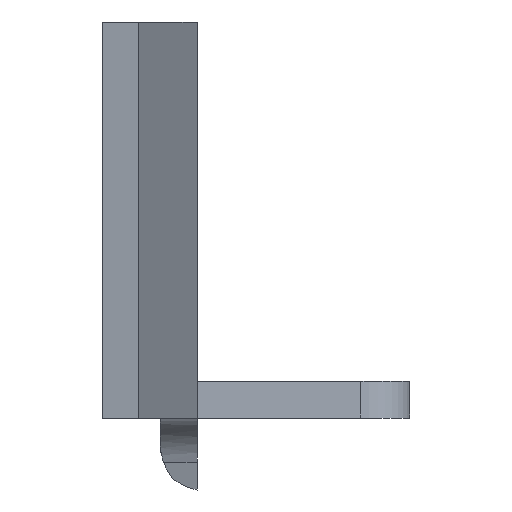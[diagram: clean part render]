
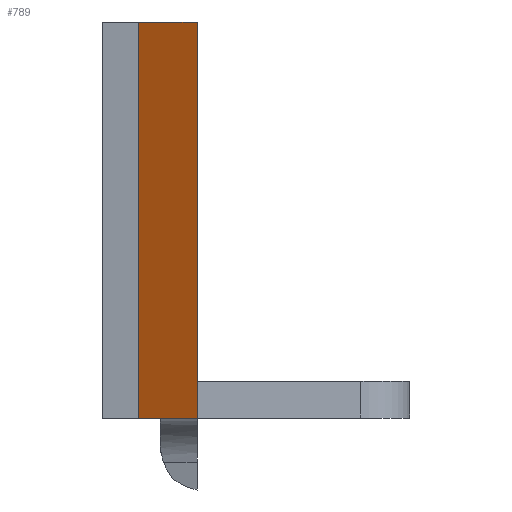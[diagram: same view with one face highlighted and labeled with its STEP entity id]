
A CAD part, left-side view. The second image highlights one B-rep face of the part: STEP entity #789.
In plain terms, the highlighted planar face has unit normal (-0.174, -0.985, 0).
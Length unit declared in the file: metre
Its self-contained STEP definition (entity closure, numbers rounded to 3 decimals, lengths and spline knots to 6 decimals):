
#52=LINE('',#1173,#140);
#85=LINE('',#1255,#173);
#87=LINE('',#1259,#175);
#88=LINE('',#1260,#176);
#140=VECTOR('',#935,1.);
#173=VECTOR('',#1008,1.);
#175=VECTOR('',#1012,1.);
#176=VECTOR('',#1013,1.);
#294=ORIENTED_EDGE('',*,*,#509,.T.);
#295=ORIENTED_EDGE('',*,*,#466,.F.);
#296=ORIENTED_EDGE('',*,*,#510,.F.);
#297=ORIENTED_EDGE('',*,*,#507,.T.);
#466=EDGE_CURVE('',#581,#578,#52,.T.);
#507=EDGE_CURVE('',#611,#610,#85,.T.);
#509=EDGE_CURVE('',#610,#578,#87,.T.);
#510=EDGE_CURVE('',#611,#581,#88,.T.);
#578=VERTEX_POINT('',#1165);
#581=VERTEX_POINT('',#1172);
#610=VERTEX_POINT('',#1254);
#611=VERTEX_POINT('',#1256);
#668=EDGE_LOOP('',(#294,#295,#296,#297));
#714=FACE_BOUND('',#668,.T.);
#756=PLANE('',#858);
#789=ADVANCED_FACE('',(#714),#756,.F.);
#858=AXIS2_PLACEMENT_3D('',#1258,#1010,#1011);
#935=DIRECTION('',(0.,0.,-1.));
#1008=DIRECTION('',(0.,0.,-1.));
#1010=DIRECTION('',(0.174,0.985,0.));
#1011=DIRECTION('',(-0.985,0.174,0.));
#1012=DIRECTION('',(0.985,-0.174,0.));
#1013=DIRECTION('',(0.985,-0.174,0.));
#1165=CARTESIAN_POINT('',(-0.042849,0.091207,-0.029));
#1172=CARTESIAN_POINT('',(-0.042849,0.091207,0.003449));
#1173=CARTESIAN_POINT('',(-0.042849,0.091207,-0.026));
#1254=CARTESIAN_POINT('',(-0.07017,0.096024,-0.029));
#1255=CARTESIAN_POINT('',(-0.07017,0.096024,-0.026));
#1256=CARTESIAN_POINT('',(-0.07017,0.096024,0.003449));
#1258=CARTESIAN_POINT('',(-0.056509,0.093616,-0.026));
#1259=CARTESIAN_POINT('',(-0.056509,0.093616,-0.029));
#1260=CARTESIAN_POINT('',(-0.056509,0.093616,0.003449));
